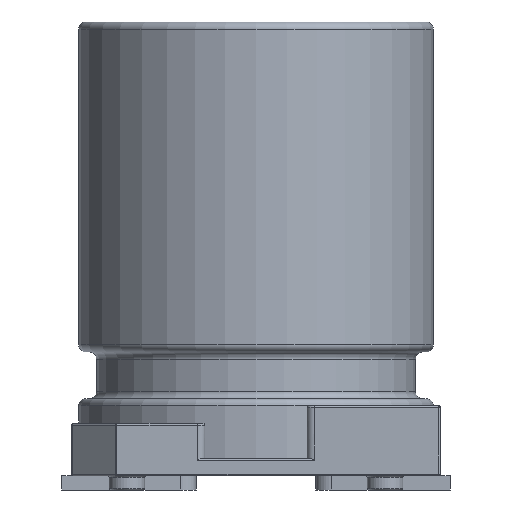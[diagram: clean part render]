
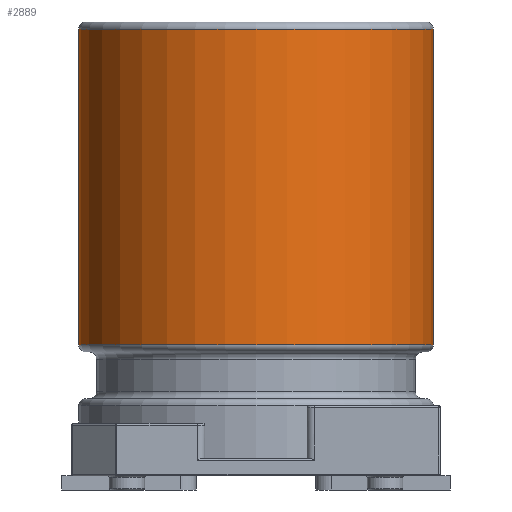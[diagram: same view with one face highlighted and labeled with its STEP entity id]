
A CAD part, front view. The second image highlights one B-rep face of the part: STEP entity #2889.
In plain terms, the highlighted cylindrical face has radius 6.25 mm (diameter 12.5 mm), a full revolution.
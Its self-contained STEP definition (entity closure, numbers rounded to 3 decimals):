
#262=CYLINDRICAL_SURFACE('',#3154,6.25);
#379=FACE_OUTER_BOUND('',#520,.T.);
#520=EDGE_LOOP('',(#2637,#2638,#2639,#2640,#2641,#2642));
#693=LINE('',#5384,#854);
#854=VECTOR('',#3809,6.25);
#986=CIRCLE('',#3152,6.25);
#987=CIRCLE('',#3153,6.25);
#988=CIRCLE('',#3155,6.25);
#989=CIRCLE('',#3156,6.25);
#1340=VERTEX_POINT('',#5377);
#1341=VERTEX_POINT('',#5379);
#1342=VERTEX_POINT('',#5383);
#1343=VERTEX_POINT('',#5385);
#1782=EDGE_CURVE('',#1340,#1341,#986,.T.);
#1783=EDGE_CURVE('',#1341,#1340,#987,.T.);
#1784=EDGE_CURVE('',#1341,#1342,#693,.T.);
#1785=EDGE_CURVE('',#1343,#1342,#988,.T.);
#1786=EDGE_CURVE('',#1342,#1343,#989,.T.);
#2637=ORIENTED_EDGE('',*,*,#1783,.F.);
#2638=ORIENTED_EDGE('',*,*,#1784,.T.);
#2639=ORIENTED_EDGE('',*,*,#1785,.F.);
#2640=ORIENTED_EDGE('',*,*,#1786,.F.);
#2641=ORIENTED_EDGE('',*,*,#1784,.F.);
#2642=ORIENTED_EDGE('',*,*,#1782,.F.);
#2889=ADVANCED_FACE('',(#379),#262,.T.);
#3152=AXIS2_PLACEMENT_3D('',#5380,#3803,#3804);
#3153=AXIS2_PLACEMENT_3D('',#5381,#3805,#3806);
#3154=AXIS2_PLACEMENT_3D('',#5382,#3807,#3808);
#3155=AXIS2_PLACEMENT_3D('',#5386,#3810,#3811);
#3156=AXIS2_PLACEMENT_3D('',#5387,#3812,#3813);
#3803=DIRECTION('center_axis',(0.,0.,1.));
#3804=DIRECTION('ref_axis',(0.,1.,0.));
#3805=DIRECTION('center_axis',(0.,0.,1.));
#3806=DIRECTION('ref_axis',(0.,1.,0.));
#3807=DIRECTION('center_axis',(0.,0.,1.));
#3808=DIRECTION('ref_axis',(0.,1.,0.));
#3809=DIRECTION('',(0.,0.,-1.));
#3810=DIRECTION('center_axis',(0.,0.,-1.));
#3811=DIRECTION('ref_axis',(0.,-1.,0.));
#3812=DIRECTION('center_axis',(0.,0.,-1.));
#3813=DIRECTION('ref_axis',(0.,-1.,0.));
#5377=CARTESIAN_POINT('',(0.,6.25,16.25));
#5379=CARTESIAN_POINT('',(0.,-6.25,16.25));
#5380=CARTESIAN_POINT('Origin',(0.,0.,16.25));
#5381=CARTESIAN_POINT('Origin',(0.,0.,16.25));
#5382=CARTESIAN_POINT('Origin',(0.,0.,1.114));
#5383=CARTESIAN_POINT('',(0.,-6.25,5.118));
#5384=CARTESIAN_POINT('',(0.,-6.25,1.114));
#5385=CARTESIAN_POINT('',(0.,6.25,5.118));
#5386=CARTESIAN_POINT('Origin',(0.,0.,5.118));
#5387=CARTESIAN_POINT('Origin',(0.,0.,5.118));
